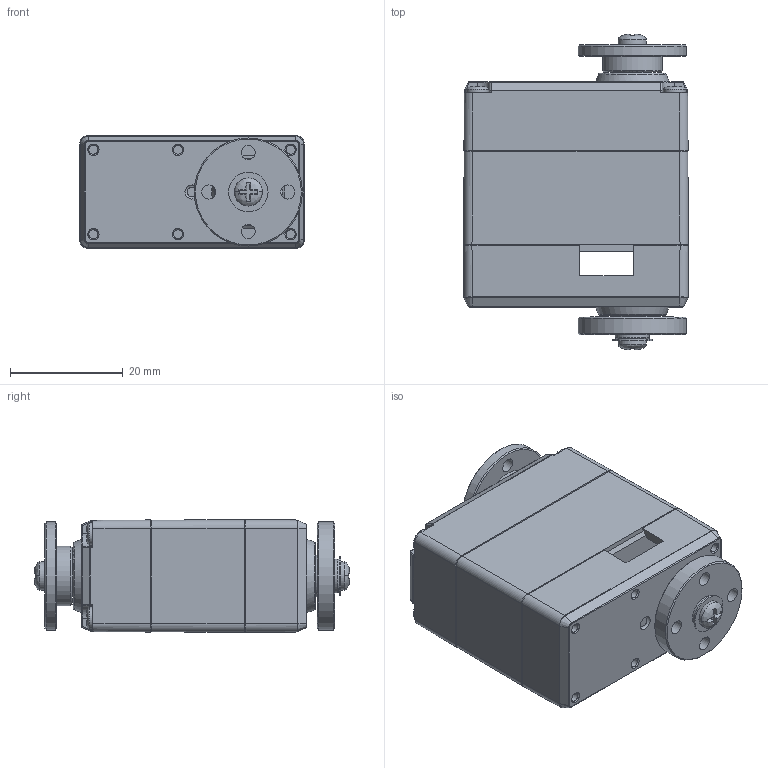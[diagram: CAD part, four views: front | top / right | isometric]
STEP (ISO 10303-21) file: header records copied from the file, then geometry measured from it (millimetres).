
FILE_DESCRIPTION(/* description */ (''),/* implementation_level */ '2;1');
FILE_NAME(/* name */ 'SC15 Servo.step',/* time_stamp */ '2022-05-31T15:11:24+08:00',/* author */ (''),/* organization */ (''),/* preprocessor_version */ 'ST-DEVELOPER v19',/* originating_system */ 'Autodesk Translation Framework v11.7.0.108',/* authorisation */ '');
FILE_SCHEMA (('AUTOMOTIVE_DESIGN { 1 0 10303 214 3 1 1 }'));
Products named in the file (14): scs15_asm15kg20160222_asm; SCS15_ASM_ASM; MSBR-12; MSBR-11; MSBR-10; MSBR-9; MSBR-8; MSBR-7; MSBR-6; MSBR-5; MSBR-4; MSBR-3; MSBR-2; MSBR-1
Assembly tree (13 placements, depth 3):
  scs15_asm15kg20160222_asm
    SCS15_ASM_ASM
      MSBR-12
      MSBR-11
      MSBR-10
      MSBR-9
      MSBR-8
      MSBR-7
      MSBR-6
      MSBR-5
      MSBR-4
      MSBR-3
      MSBR-2
      MSBR-1
Bounding box: 39.94 x 55.99 x 20.04 mm (x, y, z)
Volume: 27980.7 mm3; surface area: 16496.3 mm2
Topology: 12 solids, 15 shells, 1187 faces, 3242 edges, 2112 vertices
Faces by surface type: cylinder 484, plane 419, bspline 160, cone 86, torus 22, sphere 16
Full cylindrical faces by diameter (mm): 1.58 x4, 1.6 x12, 2 x7, 2.5 x33, 3 x2, 3.2 x1, 4 x4, 4.1 x1, 5 x4, 6 x2, 6.05 x2, 6.2 x1, 6.5 x1, 7 x1, 7.5 x1, 8.5 x1, 9.1 x1, 9.5 x1, 10 x2, 10.6 x1, 13 x1, 19.2 x2
Entity records: 48806 total; most frequent: CARTESIAN_POINT 19374, ORIENTED_EDGE 6444, DIRECTION 5790, EDGE_CURVE 3222, AXIS2_PLACEMENT_3D 2196, VERTEX_POINT 2112, LINE 1398, VECTOR 1398
